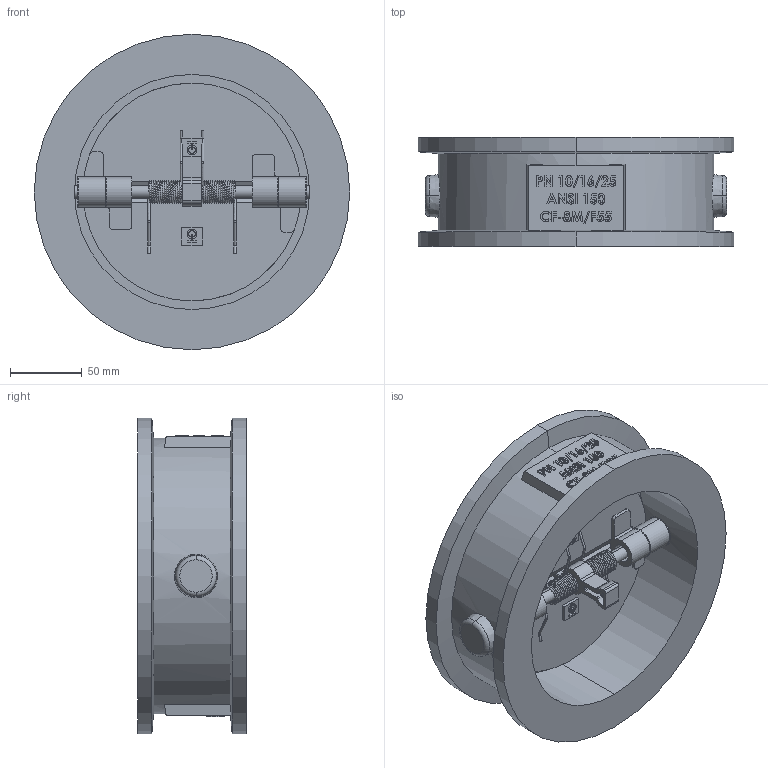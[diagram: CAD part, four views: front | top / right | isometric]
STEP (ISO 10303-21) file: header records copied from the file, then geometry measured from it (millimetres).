
FILE_DESCRIPTION (( 'STEP AP203' ), '1' );
FILE_NAME ('2.D3IIIIV.DN150.STEP', '2017-05-17T08:56:26', ( '' ), ( '' ), 'SwSTEP 2.0', 'SolidWorks 2017', '' );
FILE_SCHEMA (( 'CONFIG_CONTROL_DESIGN' ));
Products named in the file (1): 2.D3IIIIV.DN150
Bounding box: 220 x 76 x 220 mm (x, y, z)
Volume: 1230046.4 mm3; surface area: 251560.3 mm2
Topology: 13 solids, 13 shells, 1049 faces, 2739 edges, 1789 vertices
Faces by surface type: plane 539, bspline 305, cylinder 171, torus 16, cone 10, sphere 8
Entity records: 57233 total; most frequent: CARTESIAN_POINT 33213, ORIENTED_EDGE 5462, DIRECTION 4014, EDGE_CURVE 2731, VERTEX_POINT 1789, VECTOR 1678, LINE 1678, EDGE_LOOP 1170
